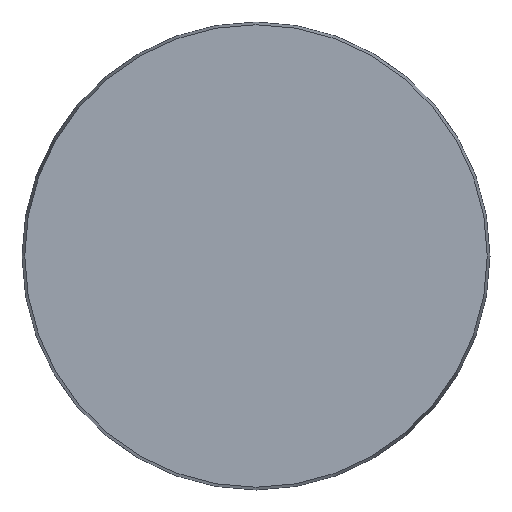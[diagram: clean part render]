
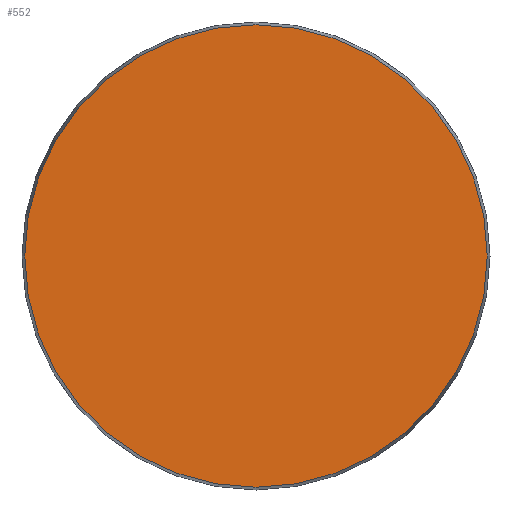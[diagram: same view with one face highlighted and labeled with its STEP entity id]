
A CAD part, front view. The second image highlights one B-rep face of the part: STEP entity #552.
In plain terms, the highlighted planar face has unit normal (0, -1, 0).
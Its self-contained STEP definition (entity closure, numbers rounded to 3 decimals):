
#11 = ORIENTED_EDGE ( 'NONE', *, *, #118, .T. ) ;
#69 = AXIS2_PLACEMENT_3D ( 'NONE', #453, #365, #543 ) ;
#71 = PLANE ( 'NONE',  #69 ) ;
#117 = DIRECTION ( 'NONE',  ( 0., 0., -1. ) ) ;
#118 = EDGE_CURVE ( 'NONE', #315, #315, #124, .T. ) ;
#124 = CIRCLE ( 'NONE', #354, 48.425 ) ;
#129 = CARTESIAN_POINT ( 'NONE',  ( 0., 0., 0. ) ) ;
#315 = VERTEX_POINT ( 'NONE', #489 ) ;
#354 = AXIS2_PLACEMENT_3D ( 'NONE', #129, #549, #117 ) ;
#365 = DIRECTION ( 'NONE',  ( 0., 1., 0. ) ) ;
#374 = EDGE_LOOP ( 'NONE', ( #11 ) ) ;
#445 = FACE_OUTER_BOUND ( 'NONE', #374, .T. ) ;
#453 = CARTESIAN_POINT ( 'NONE',  ( -48.425, 0., 0. ) ) ;
#489 = CARTESIAN_POINT ( 'NONE',  ( 0., 0., -48.425 ) ) ;
#543 = DIRECTION ( 'NONE',  ( 0., 0., 1. ) ) ;
#549 = DIRECTION ( 'NONE',  ( 0., -1., 0. ) ) ;
#552 = ADVANCED_FACE ( 'NONE', ( #445 ), #71, .F. ) ;
